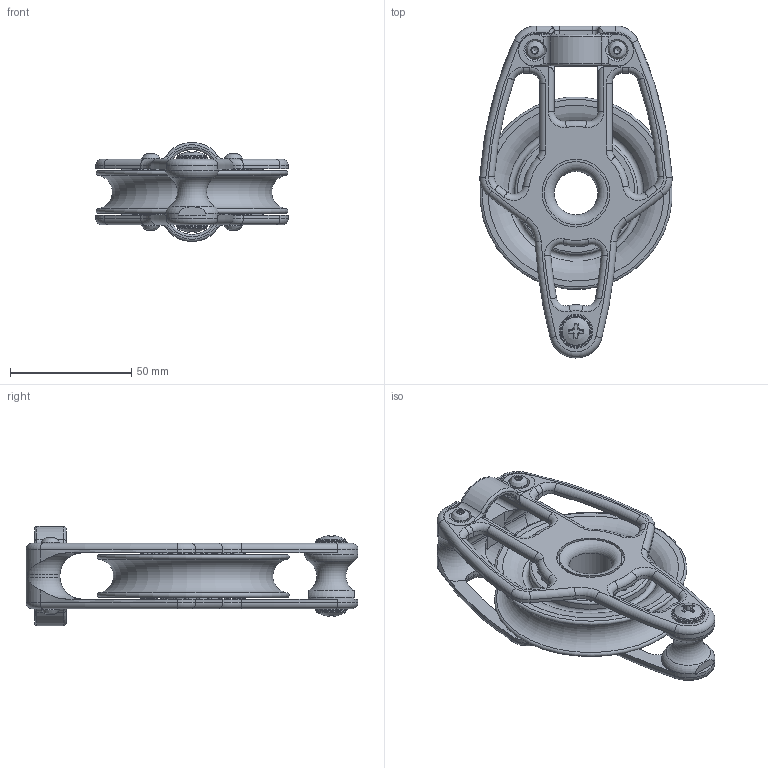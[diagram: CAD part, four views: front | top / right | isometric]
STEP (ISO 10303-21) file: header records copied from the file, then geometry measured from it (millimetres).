
FILE_DESCRIPTION(/* description */ (''),/* implementation_level */ '2;1');
FILE_NAME(/* name */ 'LL1081.stp',/* time_stamp */ '2020-02-21T17:30:56+01:00',/* author */ ('francesca'),/* organization */ (''),/* preprocessor_version */ 'ST-DEVELOPER v16.5',/* originating_system */ 'Autodesk Inventor 2017',/* authorisation */ '');
FILE_SCHEMA (('CONFIG_CONTROL_DESIGN'));
Length unit declared in the file: millimetre
Products named in the file (1): 18042001
Bounding box: 79.41 x 137 x 40.9 mm (x, y, z)
Volume: 107094.7 mm3; surface area: 45359.7 mm2
Topology: 1 solids, 1 shells, 557 faces, 1365 edges, 862 vertices
Faces by surface type: cylinder 198, torus 146, plane 124, sphere 56, cone 29, bspline 4
Full cylindrical faces by diameter (mm): 4 x4, 4.5 x4, 12 x2, 13.2 x2, 14 x2, 18 x1, 22 x1, 25 x2, 26 x2, 28 x2, 29.9 x2, 50.8 x2
Entity records: 16672 total; most frequent: CARTESIAN_POINT 3648, DIRECTION 2952, ORIENTED_EDGE 2518, AXIS2_PLACEMENT_3D 1279, EDGE_CURVE 1255, VERTEX_POINT 835, EDGE_LOOP 722, CIRCLE 709
